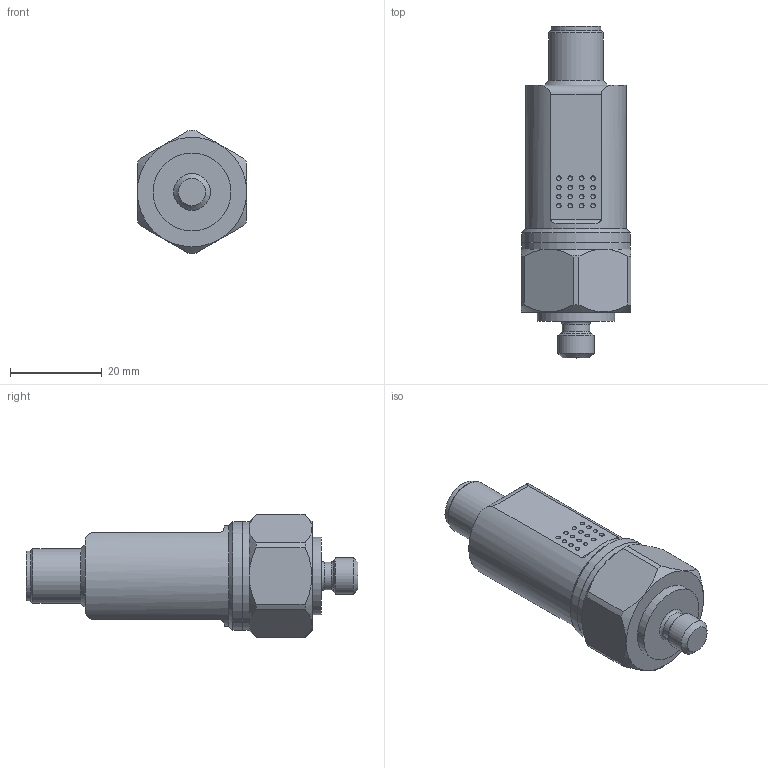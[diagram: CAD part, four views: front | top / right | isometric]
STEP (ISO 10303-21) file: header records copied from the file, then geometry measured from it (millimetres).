
FILE_DESCRIPTION (( 'STEP AP214' ), '1' );
FILE_NAME ('02.118.004.STEP', '2021-01-18T16:01:42', ( '' ), ( '' ), 'SwSTEP 2.0', 'SolidWorks 2020', '' );
FILE_SCHEMA (( 'AUTOMOTIVE_DESIGN' ));
Length unit declared in the file: millimetre
Products named in the file (1): 02.118.004
Bounding box: 24 x 72.5 x 27 mm (x, y, z)
Volume: 21762.1 mm3; surface area: 5561.3 mm2
Topology: 1 solids, 1 shells, 261 faces, 774 edges, 501 vertices
Faces by surface type: plane 178, sphere 32, cylinder 25, cone 13, bspline 11, torus 2
Full cylindrical faces by diameter (mm): 1 x4, 6.1 x1, 8 x1, 8.4 x1, 10.9 x1, 12 x1, 17 x1, 22 x1, 23.8 x2
Entity records: 8118 total; most frequent: CARTESIAN_POINT 2054, ORIENTED_EDGE 1230, DIRECTION 1168, EDGE_CURVE 615, LINE 470, VECTOR 470, VERTEX_POINT 428, AXIS2_PLACEMENT_3D 349
